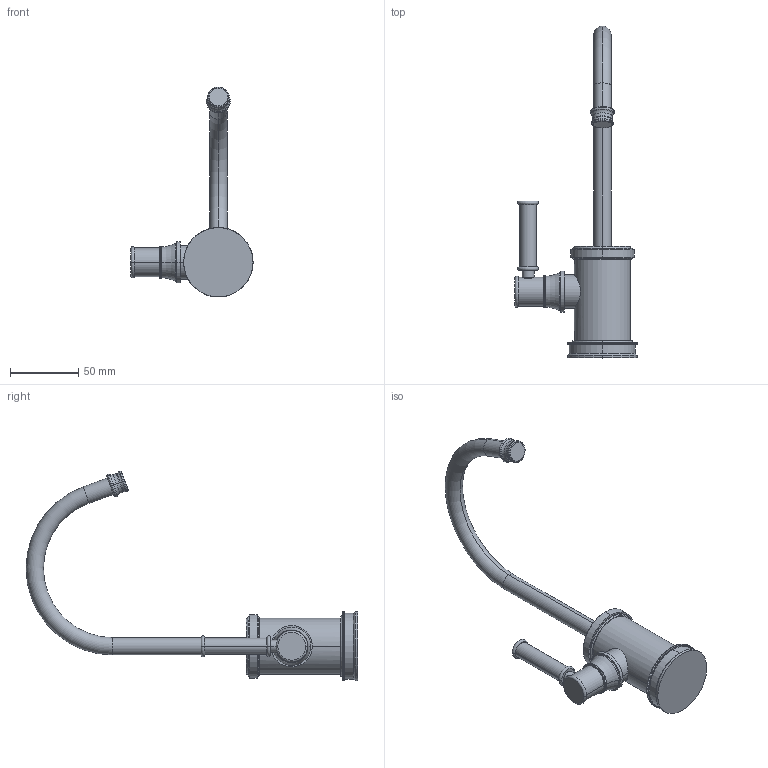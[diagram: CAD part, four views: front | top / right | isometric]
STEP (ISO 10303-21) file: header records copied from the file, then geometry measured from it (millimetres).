
FILE_DESCRIPTION((''),'2;1');
FILE_NAME('2940-5613','2021-04-21T16:04:47',('jinson.thomas'),(''),'CREO PARAMETRIC BY PTC INC, 2018400','CREO PARAMETRIC BY PTC INC, 2018400','');
FILE_SCHEMA(('CONFIG_CONTROL_DESIGN'));
Length unit declared in the file: inch
Products named in the file (1): 2940-5613
Bounding box: 89.43 x 243.13 x 153.81 mm (x, y, z)
Volume: 179802.9 mm3; surface area: 34378.5 mm2
Topology: 1 solids, 1 shells, 681 faces, 1938 edges, 1276 vertices
Faces by surface type: plane 409, cylinder 226, torus 42, cone 4
Entity records: 22374 total; most frequent: CARTESIAN_POINT 4089, ORIENTED_EDGE 3876, DIRECTION 3838, EDGE_CURVE 1938, VECTOR 1388, LINE 1388, VERTEX_POINT 1276, AXIS2_PLACEMENT_3D 1225
